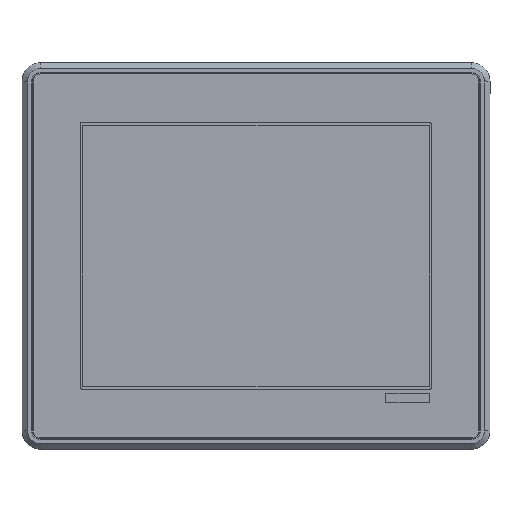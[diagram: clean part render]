
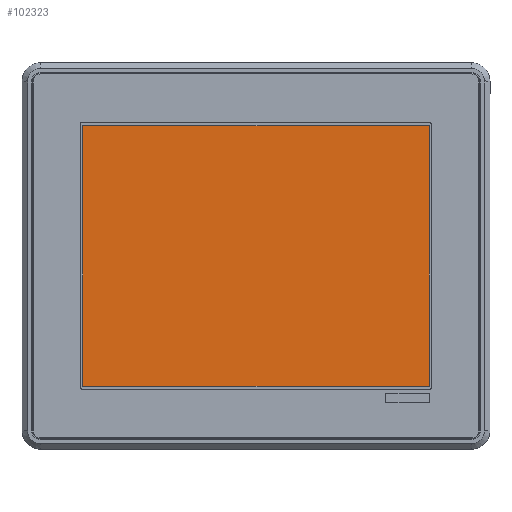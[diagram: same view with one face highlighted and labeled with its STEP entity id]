
A CAD part, top view. The second image highlights one B-rep face of the part: STEP entity #102323.
In plain terms, the highlighted planar face has unit normal (0, 0, 1).
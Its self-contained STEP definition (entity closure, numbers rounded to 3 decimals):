
#102085=CARTESIAN_POINT('',(123.,95.0,2.985));
#102086=VERTEX_POINT('',#102085);
#102093=CARTESIAN_POINT('',(125.,93.0,2.985));
#102094=VERTEX_POINT('',#102093);
#102095=CARTESIAN_POINT('',(123.,93.0,2.985));
#102096=DIRECTION('',(0.0,0.0,-1.0));
#102097=DIRECTION('',(0.707,0.707,0.0));
#102098=AXIS2_PLACEMENT_3D('',#102095,#102096,#102097);
#102099=CIRCLE('',#102098,2.0);
#102100=EDGE_CURVE('',#102086,#102094,#102099,.T.);
#102124=CARTESIAN_POINT('',(-125.,95.0,2.985));
#102125=VERTEX_POINT('',#102124);
#102132=CARTESIAN_POINT('',(-125.,95.0,2.985));
#102133=DIRECTION('',(1.0,0.0,0.0));
#102134=VECTOR('',#102133,248.);
#102135=LINE('',#102132,#102134);
#102136=EDGE_CURVE('',#102125,#102086,#102135,.T.);
#102155=CARTESIAN_POINT('',(-125.,-93.0,2.985));
#102156=VERTEX_POINT('',#102155);
#102163=CARTESIAN_POINT('',(-125.,-93.0,2.985));
#102164=DIRECTION('',(0.0,1.0,0.0));
#102165=VECTOR('',#102164,188.0);
#102166=LINE('',#102163,#102165);
#102167=EDGE_CURVE('',#102156,#102125,#102166,.T.);
#102187=CARTESIAN_POINT('',(-123.,-95.0,2.985));
#102188=VERTEX_POINT('',#102187);
#102195=CARTESIAN_POINT('',(-123.,-93.0,2.985));
#102196=DIRECTION('',(0.0,0.0,-1.0));
#102197=DIRECTION('',(-0.707,-0.707,0.0));
#102198=AXIS2_PLACEMENT_3D('',#102195,#102196,#102197);
#102199=CIRCLE('',#102198,2.0);
#102200=EDGE_CURVE('',#102188,#102156,#102199,.T.);
#102237=CARTESIAN_POINT('',(125.,-93.0,2.985));
#102238=VERTEX_POINT('',#102237);
#102239=CARTESIAN_POINT('',(125.,93.0,2.985));
#102240=DIRECTION('',(0.0,-1.0,0.0));
#102241=VECTOR('',#102240,186.0);
#102242=LINE('',#102239,#102241);
#102243=EDGE_CURVE('',#102094,#102238,#102242,.T.);
#102269=CARTESIAN_POINT('',(123.,-95.0,2.985));
#102270=VERTEX_POINT('',#102269);
#102271=CARTESIAN_POINT('',(123.,-93.0,2.985));
#102272=DIRECTION('',(0.0,0.0,-1.0));
#102273=DIRECTION('',(0.707,-0.707,0.0));
#102274=AXIS2_PLACEMENT_3D('',#102271,#102272,#102273);
#102275=CIRCLE('',#102274,2.0);
#102276=EDGE_CURVE('',#102238,#102270,#102275,.T.);
#102299=CARTESIAN_POINT('',(123.,-95.0,2.985));
#102300=DIRECTION('',(-1.0,0.0,0.0));
#102301=VECTOR('',#102300,246.);
#102302=LINE('',#102299,#102301);
#102303=EDGE_CURVE('',#102270,#102188,#102302,.T.);
#102309=CARTESIAN_POINT('',(0.0,0.,2.985));
#102310=DIRECTION('',(0.0,0.0,1.0));
#102311=DIRECTION('',(-1.0,0.0,0.0));
#102312=AXIS2_PLACEMENT_3D('',#102309,#102310,#102311);
#102313=PLANE('',#102312);
#102314=ORIENTED_EDGE('',*,*,#102100,.F.);
#102315=ORIENTED_EDGE('',*,*,#102136,.F.);
#102316=ORIENTED_EDGE('',*,*,#102167,.F.);
#102317=ORIENTED_EDGE('',*,*,#102200,.F.);
#102318=ORIENTED_EDGE('',*,*,#102303,.F.);
#102319=ORIENTED_EDGE('',*,*,#102276,.F.);
#102320=ORIENTED_EDGE('',*,*,#102243,.F.);
#102321=EDGE_LOOP('',(#102314,#102315,#102316,#102317,#102318,#102319,#102320));
#102322=FACE_OUTER_BOUND('',#102321,.T.);
#102323=ADVANCED_FACE('',(#102322),#102313,.T.);
